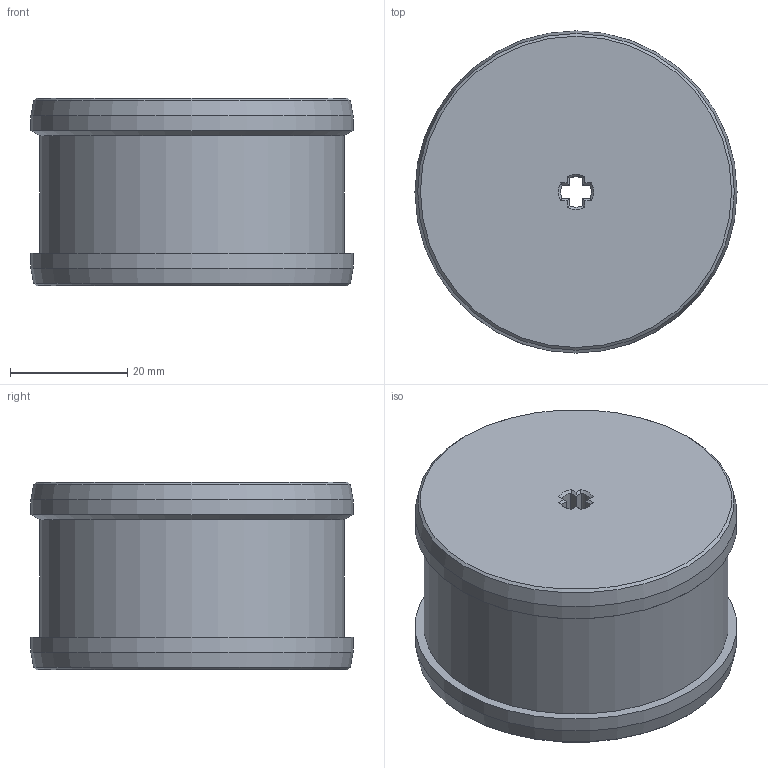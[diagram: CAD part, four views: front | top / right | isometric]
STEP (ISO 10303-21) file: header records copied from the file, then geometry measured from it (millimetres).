
FILE_DESCRIPTION(('FreeCAD Model'),'2;1');
FILE_NAME('Open CASCADE Shape Model','2025-05-08T15:28:33',(''),(''), 'Open CASCADE STEP processor 7.7','FreeCAD','Unknown');
FILE_SCHEMA(('AUTOMOTIVE_DESIGN { 1 0 10303 214 1 1 1 1 }'));
Length unit declared in the file: millimetre
Products named in the file (1): Roue1/10-4U
Bounding box: 55 x 55 x 32 mm (x, y, z)
Volume: 69971 mm3; surface area: 10816.8 mm2
Topology: 1 solids, 1 shells, 48 faces, 103 edges, 59 vertices
Faces by surface type: plane 28, cone 13, cylinder 7
Full cylindrical faces by diameter (mm): 52 x1, 55 x2
Entity records: 1304 total; most frequent: DIRECTION 244, CARTESIAN_POINT 211, ORIENTED_EDGE 206, EDGE_CURVE 103, AXIS2_PLACEMENT_3D 92, LINE 60, VECTOR 60, VERTEX_POINT 59
